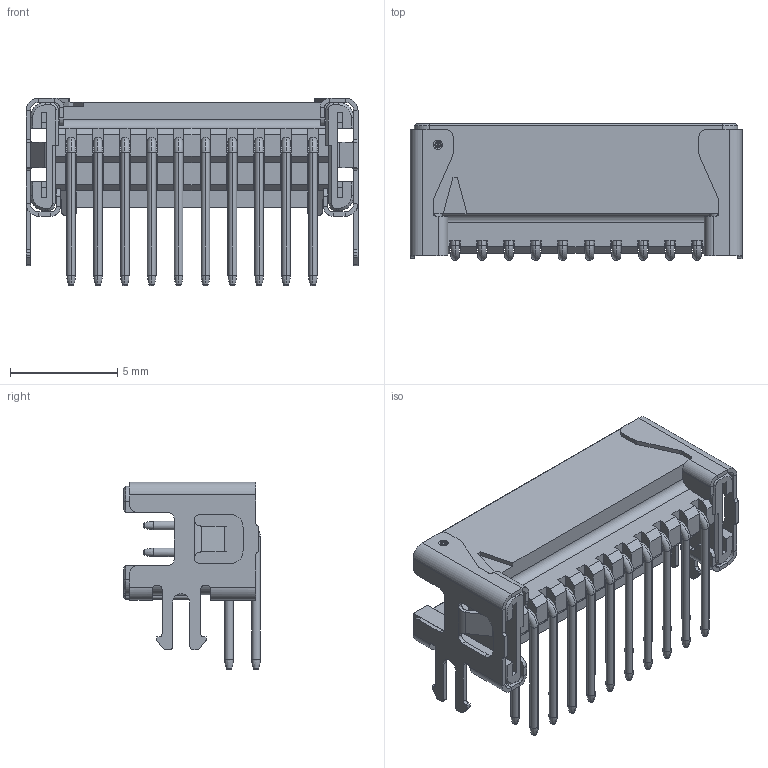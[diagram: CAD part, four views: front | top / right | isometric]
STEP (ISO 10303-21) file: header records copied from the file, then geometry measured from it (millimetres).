
FILE_DESCRIPTION((''),'2;1');
FILE_NAME('G125-MH12005L5P-00_ASM','2015-11-09T',('wpreston'),(''),'CREO PARAMETRIC BY PTC INC, 2014190','CREO PARAMETRIC BY PTC INC, 2014190','');
FILE_SCHEMA(('CONFIG_CONTROL_DESIGN'));
Length unit declared in the file: millimetre
Products named in the file (6): G125-3072096; G125-1060005_BENT; G125-1070005_BENT; G125-432_LATCH; G125-433_LATCH; G125-MH12005L5P-00_ASM
Assembly tree (23 placements, depth 2):
  G125-MH12005L5P-00_ASM
    G125-3072096
    G125-1060005_BENT  x10
    G125-1070005_BENT  x10
    G125-432_LATCH
    G125-433_LATCH
Bounding box: 15.45 x 6.35 x 8.74 mm (x, y, z)
Volume: 246.7 mm3; surface area: 1008.3 mm2
Topology: 23 solids, 23 shells, 3461 faces, 7746 edges, 4312 vertices
Faces by surface type: bspline 2172, plane 638, cylinder 379, torus 242, cone 30
Entity records: 46283 total; most frequent: CARTESIAN_POINT 16413, ORIENTED_EDGE 4908, DIRECTION 4366, PRESENTATION_STYLE_ASSIGNMENT 2459, STYLED_ITEM 2459, CURVE_STYLE 2454, EDGE_CURVE 2454, AXIS2_PLACEMENT_3D 1500
